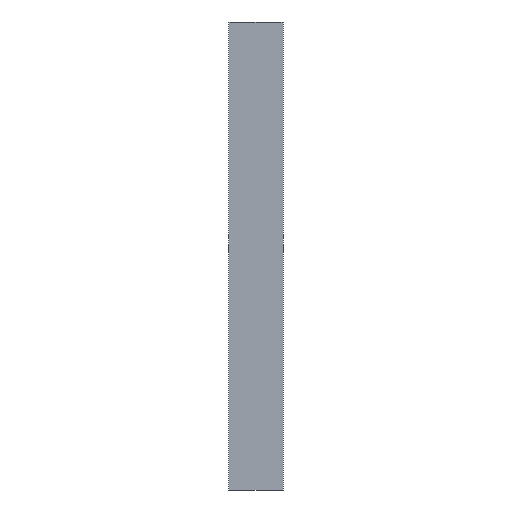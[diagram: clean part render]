
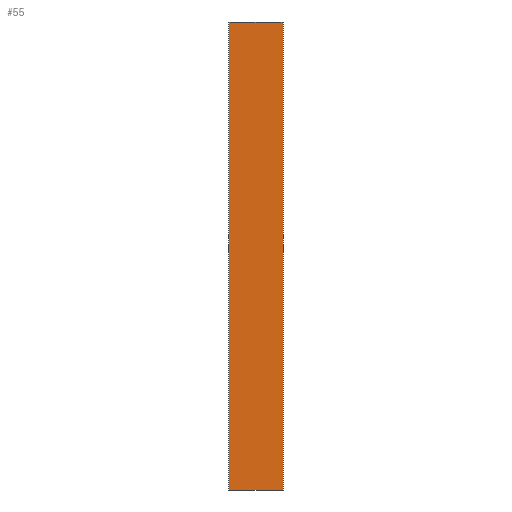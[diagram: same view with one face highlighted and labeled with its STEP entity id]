
A CAD part, front view. The second image highlights one B-rep face of the part: STEP entity #55.
In plain terms, the highlighted planar face has unit normal (0, -1, 0).
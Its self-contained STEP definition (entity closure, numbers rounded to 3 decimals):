
#13 = EDGE_CURVE ( 'NONE', #647, #923, #22, .T. ) ;
#22 = LINE ( 'NONE', #552, #835 ) ;
#25 = EDGE_CURVE ( 'NONE', #401, #486, #655, .T. ) ;
#33 = LINE ( 'NONE', #934, #671 ) ;
#49 = CARTESIAN_POINT ( 'NONE',  ( -17.5, 0., 300. ) ) ;
#55 = ADVANCED_FACE ( 'NONE', ( #877 ), #510, .F. ) ;
#82 = ORIENTED_EDGE ( 'NONE', *, *, #290, .T. ) ;
#98 = DIRECTION ( 'NONE',  ( -1., 0., 0. ) ) ;
#113 = DIRECTION ( 'NONE',  ( 1., 0., 0. ) ) ;
#114 = EDGE_CURVE ( 'NONE', #850, #647, #278, .T. ) ;
#119 = AXIS2_PLACEMENT_3D ( 'NONE', #49, #726, #797 ) ;
#148 = DIRECTION ( 'NONE',  ( 0., 0., -1. ) ) ;
#173 = DIRECTION ( 'NONE',  ( 0., 0., -1. ) ) ;
#237 = CARTESIAN_POINT ( 'NONE',  ( -17.5, 0., 300. ) ) ;
#276 = CARTESIAN_POINT ( 'NONE',  ( 17.5, 0., 0. ) ) ;
#278 = LINE ( 'NONE', #237, #756 ) ;
#290 = EDGE_CURVE ( 'NONE', #330, #943, #344, .T. ) ;
#322 = EDGE_CURVE ( 'NONE', #943, #923, #410, .T. ) ;
#330 = VERTEX_POINT ( 'NONE', #638 ) ;
#332 = VECTOR ( 'NONE', #113, 1000. ) ;
#344 = LINE ( 'NONE', #489, #332 ) ;
#378 = CARTESIAN_POINT ( 'NONE',  ( -17.5, 0., 300. ) ) ;
#398 = EDGE_CURVE ( 'NONE', #486, #783, #880, .T. ) ;
#401 = VERTEX_POINT ( 'NONE', #599 ) ;
#405 = DIRECTION ( 'NONE',  ( 1., 0., 0. ) ) ;
#410 = LINE ( 'NONE', #276, #675 ) ;
#455 = CARTESIAN_POINT ( 'NONE',  ( 17.5, 0., 300. ) ) ;
#472 = ORIENTED_EDGE ( 'NONE', *, *, #114, .F. ) ;
#473 = LINE ( 'NONE', #769, #761 ) ;
#486 = VERTEX_POINT ( 'NONE', #895 ) ;
#489 = CARTESIAN_POINT ( 'NONE',  ( -17.5, 0., 0. ) ) ;
#503 = CARTESIAN_POINT ( 'NONE',  ( 15., 0., 300. ) ) ;
#510 = PLANE ( 'NONE',  #119 ) ;
#542 = VECTOR ( 'NONE', #576, 1000. ) ;
#552 = CARTESIAN_POINT ( 'NONE',  ( 17.5, 0., 300. ) ) ;
#566 = ORIENTED_EDGE ( 'NONE', *, *, #13, .F. ) ;
#576 = DIRECTION ( 'NONE',  ( -1., 0., 0. ) ) ;
#599 = CARTESIAN_POINT ( 'NONE',  ( -15., 0., 300. ) ) ;
#638 = CARTESIAN_POINT ( 'NONE',  ( -15., 0., 0. ) ) ;
#647 = VERTEX_POINT ( 'NONE', #455 ) ;
#655 = LINE ( 'NONE', #962, #542 ) ;
#664 = CARTESIAN_POINT ( 'NONE',  ( 17.5, 0., 0. ) ) ;
#671 = VECTOR ( 'NONE', #405, 1000. ) ;
#675 = VECTOR ( 'NONE', #956, 1000. ) ;
#710 = CARTESIAN_POINT ( 'NONE',  ( -17.5, 0., 0. ) ) ;
#721 = EDGE_CURVE ( 'NONE', #330, #783, #473, .T. ) ;
#726 = DIRECTION ( 'NONE',  ( 0., 1., 0. ) ) ;
#728 = CARTESIAN_POINT ( 'NONE',  ( 15., 0., 0. ) ) ;
#733 = ORIENTED_EDGE ( 'NONE', *, *, #767, .F. ) ;
#751 = EDGE_LOOP ( 'NONE', ( #82, #901, #566, #472, #733, #937, #936, #928 ) ) ;
#756 = VECTOR ( 'NONE', #839, 1000. ) ;
#761 = VECTOR ( 'NONE', #98, 1000. ) ;
#767 = EDGE_CURVE ( 'NONE', #401, #850, #33, .T. ) ;
#769 = CARTESIAN_POINT ( 'NONE',  ( -17.5, 0., 0. ) ) ;
#783 = VERTEX_POINT ( 'NONE', #710 ) ;
#797 = DIRECTION ( 'NONE',  ( 0., 0., 1. ) ) ;
#835 = VECTOR ( 'NONE', #173, 1000. ) ;
#839 = DIRECTION ( 'NONE',  ( 1., 0., 0. ) ) ;
#850 = VERTEX_POINT ( 'NONE', #503 ) ;
#877 = FACE_OUTER_BOUND ( 'NONE', #751, .T. ) ;
#878 = VECTOR ( 'NONE', #148, 1000. ) ;
#880 = LINE ( 'NONE', #378, #878 ) ;
#895 = CARTESIAN_POINT ( 'NONE',  ( -17.5, 0., 300. ) ) ;
#901 = ORIENTED_EDGE ( 'NONE', *, *, #322, .T. ) ;
#923 = VERTEX_POINT ( 'NONE', #664 ) ;
#928 = ORIENTED_EDGE ( 'NONE', *, *, #721, .F. ) ;
#934 = CARTESIAN_POINT ( 'NONE',  ( -17.5, 0., 300. ) ) ;
#936 = ORIENTED_EDGE ( 'NONE', *, *, #398, .T. ) ;
#937 = ORIENTED_EDGE ( 'NONE', *, *, #25, .T. ) ;
#943 = VERTEX_POINT ( 'NONE', #728 ) ;
#956 = DIRECTION ( 'NONE',  ( 1., 0., 0. ) ) ;
#962 = CARTESIAN_POINT ( 'NONE',  ( -17.5, 0., 300. ) ) ;
